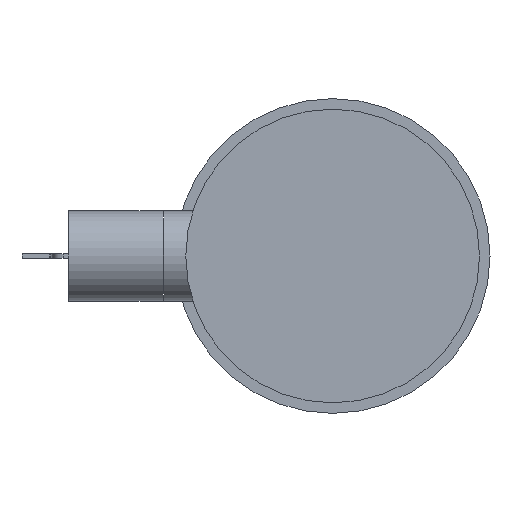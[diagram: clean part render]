
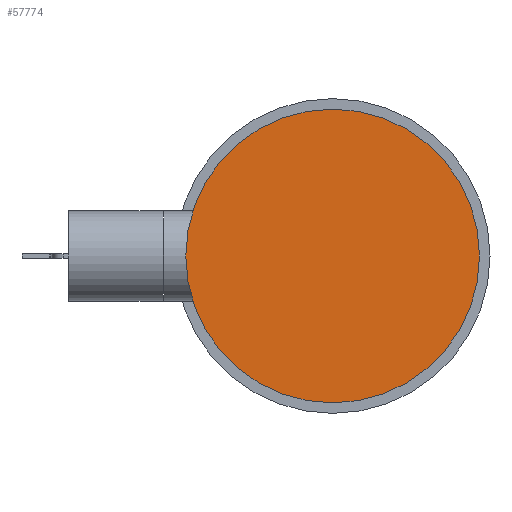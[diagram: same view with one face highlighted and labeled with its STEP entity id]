
A CAD part, left-side view. The second image highlights one B-rep face of the part: STEP entity #57774.
In plain terms, the highlighted planar face has unit normal (-1, 0, 0).
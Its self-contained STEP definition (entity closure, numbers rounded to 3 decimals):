
#4080 = DIRECTION ( 'NONE',  ( 0., 0., -1. ) ) ;
#4279 = DIRECTION ( 'NONE',  ( 1., 0., 0. ) ) ;
#4377 = EDGE_LOOP ( 'NONE', ( #33084, #53547 ) ) ;
#4786 = CIRCLE ( 'NONE', #36463, 35. ) ;
#12295 = AXIS2_PLACEMENT_3D ( 'NONE', #18389, #4279, #4080 ) ;
#12750 = VERTEX_POINT ( 'NONE', #18933 ) ;
#15694 = AXIS2_PLACEMENT_3D ( 'NONE', #58655, #44516, #29378 ) ;
#17672 = CARTESIAN_POINT ( 'NONE',  ( -2.829, 0., 0. ) ) ;
#18297 = DIRECTION ( 'NONE',  ( 0., 0., 1. ) ) ;
#18389 = CARTESIAN_POINT ( 'NONE',  ( -2.829, 35., 0. ) ) ;
#18933 = CARTESIAN_POINT ( 'NONE',  ( -2.829, 0., 35. ) ) ;
#20306 = CIRCLE ( 'NONE', #15694, 35. ) ;
#22267 = DIRECTION ( 'NONE',  ( -1., 0., 0. ) ) ;
#26824 = FACE_OUTER_BOUND ( 'NONE', #4377, .T. ) ;
#29378 = DIRECTION ( 'NONE',  ( 0., 0., 1. ) ) ;
#32336 = CARTESIAN_POINT ( 'NONE',  ( -2.829, 0., -35. ) ) ;
#32699 = PLANE ( 'NONE',  #12295 ) ;
#33084 = ORIENTED_EDGE ( 'NONE', *, *, #49732, .T. ) ;
#36463 = AXIS2_PLACEMENT_3D ( 'NONE', #17672, #22267, #18297 ) ;
#44516 = DIRECTION ( 'NONE',  ( -1., 0., 0. ) ) ;
#45182 = VERTEX_POINT ( 'NONE', #32336 ) ;
#49732 = EDGE_CURVE ( 'Defeature ausgef�hrt1_661+Defeature ausgef�hrt1_663+Defeature ausgef�hrt1_663+Defeature ausgef�hrt1_663', #12750, #45182, #20306, .T. ) ;
#51735 = EDGE_CURVE ( 'Defeature ausgef�hrt1_661+Defeature ausgef�hrt1_663+Defeature ausgef�hrt1_663+Defeature ausgef�hrt1_663', #45182, #12750, #4786, .T. ) ;
#53547 = ORIENTED_EDGE ( 'NONE', *, *, #51735, .T. ) ;
#57774 = ADVANCED_FACE ( 'Defeature ausgef�hrt1_661', ( #26824 ), #32699, .F. ) ;
#58655 = CARTESIAN_POINT ( 'NONE',  ( -2.829, 0., 0. ) ) ;
